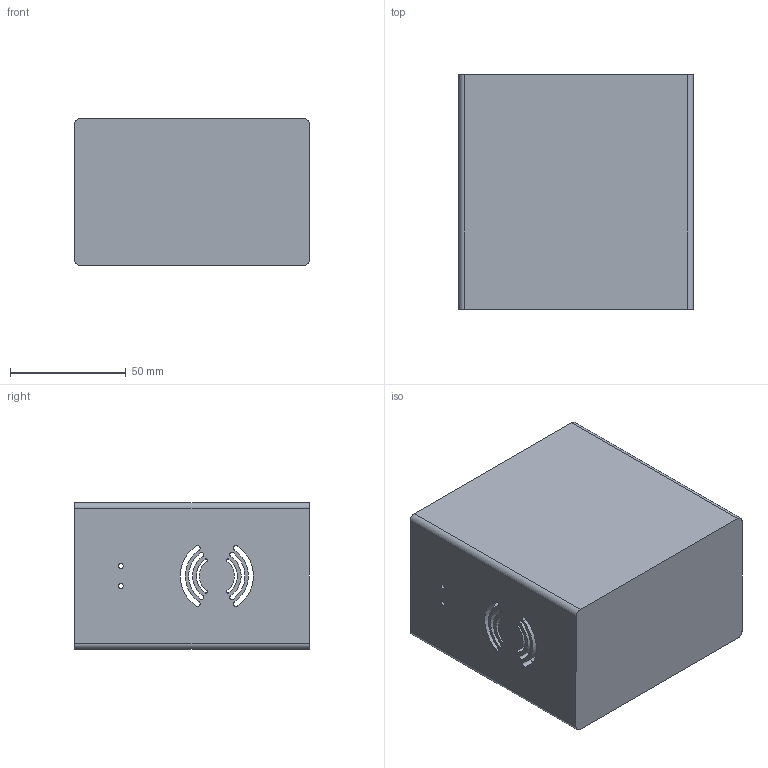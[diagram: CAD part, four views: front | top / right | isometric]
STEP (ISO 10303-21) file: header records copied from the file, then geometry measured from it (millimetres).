
FILE_DESCRIPTION(/* description */ (''),/* implementation_level */ '2;1');
FILE_NAME(/* name */ 'Motor_Controller_Box v1.step',/* time_stamp */ '2017-12-11T14:00:43-05:00',/* author */ ('pandaztaco'),/* organization */ (''),/* preprocessor_version */ 'ST-DEVELOPER v16.13',/* originating_system */ 'Autodesk Translation Framework v6.5.0.72',/* authorisation */ '');
FILE_SCHEMA (('AUTOMOTIVE_DESIGN { 1 0 10303 214 3 1 1 }'));
Length unit declared in the file: millimetre
Products named in the file (1): Motor_Controller_Box
Bounding box: 101.6 x 101.6 x 63.5 mm (x, y, z)
Volume: 215841.7 mm3; surface area: 82434.6 mm2
Topology: 1 solids, 1 shells, 153 faces, 448 edges, 300 vertices
Faces by surface type: plane 81, cylinder 72
Full cylindrical faces by diameter (mm): 2.09 x2, 3.03 x2, 4.826 x4, 7.112 x4
Entity records: 5267 total; most frequent: DIRECTION 920, CARTESIAN_POINT 902, ORIENTED_EDGE 896, EDGE_CURVE 448, AXIS2_PLACEMENT_3D 318, VERTEX_POINT 300, LINE 284, VECTOR 284
